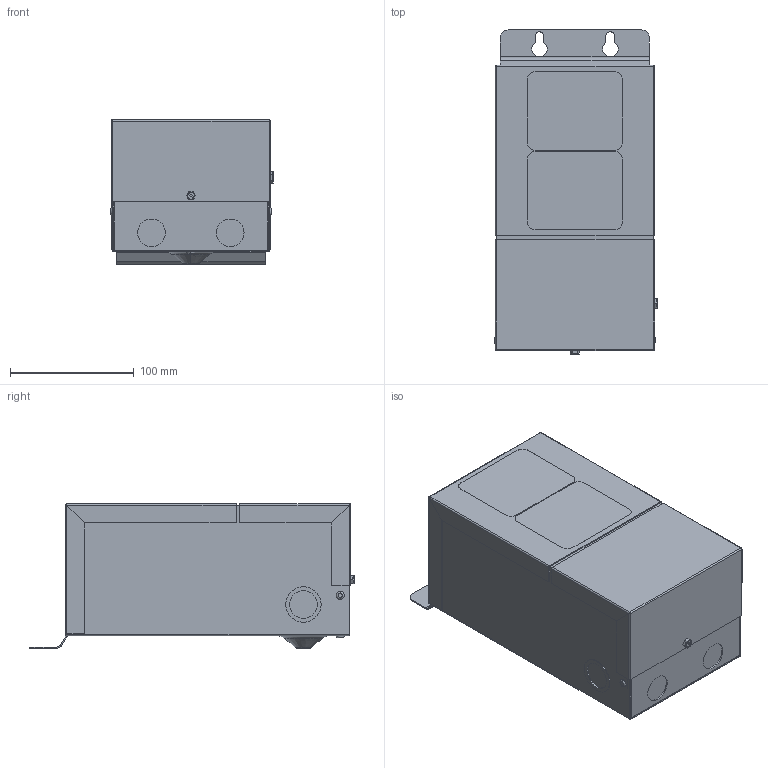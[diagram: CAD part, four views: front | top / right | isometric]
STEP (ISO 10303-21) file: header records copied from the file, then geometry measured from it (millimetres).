
FILE_DESCRIPTION (( 'STEP AP214' ), '1' );
FILE_NAME ('416-1231-000.STEP', '2014-06-19T14:27:36', ( '' ), ( '' ), 'SwSTEP 2.0', 'SolidWorks 2013', '' );
FILE_SCHEMA (( 'AUTOMOTIVE_DESIGN' ));
Length unit declared in the file: inch
Products named in the file (1): 416-1231-000
Bounding box: 131.32 x 261.62 x 116.61 mm (x, y, z)
Volume: 3118986.6 mm3; surface area: 145359.2 mm2
Topology: 1 solids, 1 shells, 159 faces, 398 edges, 254 vertices
Faces by surface type: plane 91, cylinder 52, torus 10, sphere 4, cone 2
Entity records: 5581 total; most frequent: DIRECTION 848, CARTESIAN_POINT 808, ORIENTED_EDGE 788, EDGE_CURVE 394, AXIS2_PLACEMENT_3D 294, VECTOR 260, LINE 260, VERTEX_POINT 254
